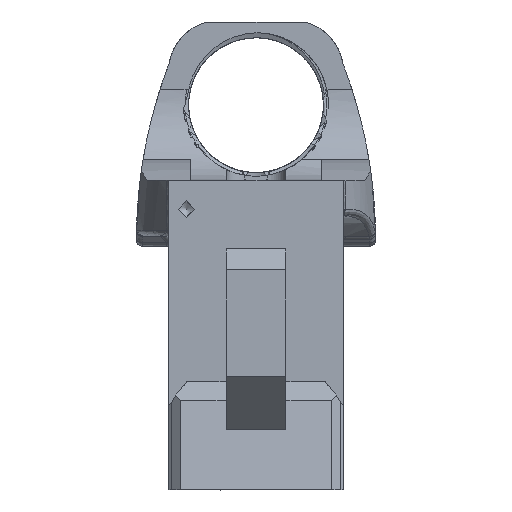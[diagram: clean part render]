
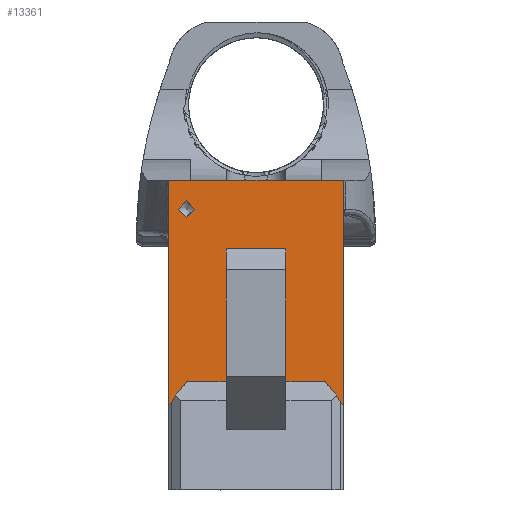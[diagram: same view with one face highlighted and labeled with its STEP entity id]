
A CAD part, left-side view. The second image highlights one B-rep face of the part: STEP entity #13361.
In plain terms, the highlighted planar face has unit normal (-1, 0, 0).
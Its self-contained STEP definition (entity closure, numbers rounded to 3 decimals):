
#116=FACE_BOUND('',#2335,.T.);
#1585=FACE_OUTER_BOUND('',#2334,.T.);
#2334=EDGE_LOOP('',(#9948,#9949,#9950,#9951,#9952,#9953,#9954,#9955,#9956,
#9957,#9958,#9959,#9960,#9961,#9962,#9963,#9964,#9965,#9966));
#2335=EDGE_LOOP('',(#9967,#9968,#9969,#9970));
#3369=LINE('',#22967,#4538);
#3379=LINE('',#23015,#4548);
#3428=LINE('',#23193,#4597);
#3489=LINE('',#23600,#4658);
#3498=LINE('',#23632,#4667);
#3499=LINE('',#23634,#4668);
#3500=LINE('',#23636,#4669);
#3501=LINE('',#23638,#4670);
#3502=LINE('',#23640,#4671);
#3503=LINE('',#23642,#4672);
#3504=LINE('',#23644,#4673);
#3505=LINE('',#23646,#4674);
#3506=LINE('',#23648,#4675);
#3507=LINE('',#23650,#4676);
#3508=LINE('',#23652,#4677);
#3509=LINE('',#23654,#4678);
#3510=LINE('',#23656,#4679);
#3511=LINE('',#23657,#4680);
#3512=LINE('',#23658,#4681);
#3513=LINE('',#23661,#4682);
#3514=LINE('',#23663,#4683);
#3515=LINE('',#23665,#4684);
#3516=LINE('',#23666,#4685);
#4538=VECTOR('',#15887,10.);
#4548=VECTOR('',#15901,10.);
#4597=VECTOR('',#15996,10.);
#4658=VECTOR('',#16211,10.);
#4667=VECTOR('',#16224,10.);
#4668=VECTOR('',#16225,10.);
#4669=VECTOR('',#16226,10.);
#4670=VECTOR('',#16227,10.);
#4671=VECTOR('',#16228,10.);
#4672=VECTOR('',#16229,10.);
#4673=VECTOR('',#16230,10.);
#4674=VECTOR('',#16231,10.);
#4675=VECTOR('',#16232,10.);
#4676=VECTOR('',#16233,10.);
#4677=VECTOR('',#16234,10.);
#4678=VECTOR('',#16235,10.);
#4679=VECTOR('',#16236,10.);
#4680=VECTOR('',#16237,10.);
#4681=VECTOR('',#16238,10.);
#4682=VECTOR('',#16239,10.);
#4683=VECTOR('',#16240,10.);
#4684=VECTOR('',#16241,10.);
#4685=VECTOR('',#16242,10.);
#5656=VERTEX_POINT('',#22964);
#5657=VERTEX_POINT('',#22966);
#5670=VERTEX_POINT('',#23012);
#5671=VERTEX_POINT('',#23014);
#5722=VERTEX_POINT('',#23191);
#5723=VERTEX_POINT('',#23192);
#5842=VERTEX_POINT('',#23631);
#5843=VERTEX_POINT('',#23633);
#5844=VERTEX_POINT('',#23635);
#5845=VERTEX_POINT('',#23637);
#5846=VERTEX_POINT('',#23639);
#5847=VERTEX_POINT('',#23641);
#5848=VERTEX_POINT('',#23643);
#5849=VERTEX_POINT('',#23645);
#5850=VERTEX_POINT('',#23647);
#5851=VERTEX_POINT('',#23649);
#5852=VERTEX_POINT('',#23651);
#5853=VERTEX_POINT('',#23653);
#5854=VERTEX_POINT('',#23655);
#5855=VERTEX_POINT('',#23659);
#5856=VERTEX_POINT('',#23660);
#5857=VERTEX_POINT('',#23662);
#5858=VERTEX_POINT('',#23664);
#7174=EDGE_CURVE('',#5656,#5657,#3369,.T.);
#7188=EDGE_CURVE('',#5671,#5670,#3379,.T.);
#7252=EDGE_CURVE('',#5722,#5723,#3428,.T.);
#7383=EDGE_CURVE('',#5657,#5722,#3489,.T.);
#7395=EDGE_CURVE('',#5842,#5656,#3498,.T.);
#7396=EDGE_CURVE('',#5843,#5842,#3499,.T.);
#7397=EDGE_CURVE('',#5844,#5843,#3500,.T.);
#7398=EDGE_CURVE('',#5845,#5844,#3501,.T.);
#7399=EDGE_CURVE('',#5846,#5845,#3502,.T.);
#7400=EDGE_CURVE('',#5847,#5846,#3503,.T.);
#7401=EDGE_CURVE('',#5848,#5847,#3504,.T.);
#7402=EDGE_CURVE('',#5849,#5848,#3505,.T.);
#7403=EDGE_CURVE('',#5850,#5849,#3506,.T.);
#7404=EDGE_CURVE('',#5851,#5850,#3507,.T.);
#7405=EDGE_CURVE('',#5851,#5852,#3508,.T.);
#7406=EDGE_CURVE('',#5853,#5852,#3509,.F.);
#7407=EDGE_CURVE('',#5853,#5854,#3510,.T.);
#7408=EDGE_CURVE('',#5854,#5671,#3511,.T.);
#7409=EDGE_CURVE('',#5723,#5670,#3512,.T.);
#7410=EDGE_CURVE('',#5855,#5856,#3513,.T.);
#7411=EDGE_CURVE('',#5857,#5855,#3514,.T.);
#7412=EDGE_CURVE('',#5858,#5857,#3515,.T.);
#7413=EDGE_CURVE('',#5856,#5858,#3516,.T.);
#9948=ORIENTED_EDGE('',*,*,#7174,.F.);
#9949=ORIENTED_EDGE('',*,*,#7395,.F.);
#9950=ORIENTED_EDGE('',*,*,#7396,.F.);
#9951=ORIENTED_EDGE('',*,*,#7397,.F.);
#9952=ORIENTED_EDGE('',*,*,#7398,.F.);
#9953=ORIENTED_EDGE('',*,*,#7399,.F.);
#9954=ORIENTED_EDGE('',*,*,#7400,.F.);
#9955=ORIENTED_EDGE('',*,*,#7401,.F.);
#9956=ORIENTED_EDGE('',*,*,#7402,.F.);
#9957=ORIENTED_EDGE('',*,*,#7403,.F.);
#9958=ORIENTED_EDGE('',*,*,#7404,.F.);
#9959=ORIENTED_EDGE('',*,*,#7405,.T.);
#9960=ORIENTED_EDGE('',*,*,#7406,.F.);
#9961=ORIENTED_EDGE('',*,*,#7407,.T.);
#9962=ORIENTED_EDGE('',*,*,#7408,.T.);
#9963=ORIENTED_EDGE('',*,*,#7188,.T.);
#9964=ORIENTED_EDGE('',*,*,#7409,.F.);
#9965=ORIENTED_EDGE('',*,*,#7252,.F.);
#9966=ORIENTED_EDGE('',*,*,#7383,.F.);
#9967=ORIENTED_EDGE('',*,*,#7410,.F.);
#9968=ORIENTED_EDGE('',*,*,#7411,.F.);
#9969=ORIENTED_EDGE('',*,*,#7412,.F.);
#9970=ORIENTED_EDGE('',*,*,#7413,.F.);
#12971=PLANE('',#14207);
#13361=ADVANCED_FACE('',(#1585,#116),#12971,.F.);
#14207=AXIS2_PLACEMENT_3D('',#23630,#16222,#16223);
#15887=DIRECTION('',(0.,1.,0.));
#15901=DIRECTION('',(0.,-1.,0.));
#15996=DIRECTION('',(0.,-1.,0.));
#16211=DIRECTION('',(0.,0.,1.));
#16222=DIRECTION('center_axis',(1.,0.,0.));
#16223=DIRECTION('ref_axis',(0.,1.,0.));
#16224=DIRECTION('',(0.,0.,-1.));
#16225=DIRECTION('',(0.,0.568,-0.823));
#16226=DIRECTION('',(0.,0.,-1.));
#16227=DIRECTION('',(0.,1.,0.001));
#16228=DIRECTION('',(0.,0.,-1.));
#16229=DIRECTION('',(0.,1.,0.));
#16230=DIRECTION('',(0.,0.,1.));
#16231=DIRECTION('',(0.,1.,0.001));
#16232=DIRECTION('',(0.,0.,1.));
#16233=DIRECTION('',(0.,0.568,0.823));
#16234=DIRECTION('',(0.,-1.,0.));
#16235=DIRECTION('',(0.,-0.702,-0.712));
#16236=DIRECTION('',(0.,-1.,0.));
#16237=DIRECTION('',(0.,0.,-1.));
#16238=DIRECTION('',(0.,0.,-1.));
#16239=DIRECTION('',(0.,0.707,0.707));
#16240=DIRECTION('',(0.,-0.707,0.707));
#16241=DIRECTION('',(0.,-0.707,-0.707));
#16242=DIRECTION('',(0.,0.707,-0.707));
#22964=CARTESIAN_POINT('',(-152.959,-38.175,0.192));
#22966=CARTESIAN_POINT('',(-152.959,-37.586,0.192));
#22967=CARTESIAN_POINT('',(-152.959,-55.374,0.192));
#23012=CARTESIAN_POINT('',(-152.959,-74.719,0.192));
#23014=CARTESIAN_POINT('',(-152.959,-74.719,0.192));
#23015=CARTESIAN_POINT('',(-152.959,-55.374,0.192));
#23191=CARTESIAN_POINT('',(-152.959,-37.586,65.982));
#23192=CARTESIAN_POINT('',(-152.959,-74.719,65.982));
#23193=CARTESIAN_POINT('',(-152.959,-64.906,65.982));
#23600=CARTESIAN_POINT('',(-152.959,-37.586,42.514));
#23630=CARTESIAN_POINT('Origin',(-152.959,-67.31,35.56));
#23631=CARTESIAN_POINT('',(-152.959,-38.175,18.498));
#23632=CARTESIAN_POINT('',(-152.959,-38.175,24.087));
#23633=CARTESIAN_POINT('',(-152.959,-41.35,23.102));
#23634=CARTESIAN_POINT('',(-152.959,-40.729,22.201));
#23635=CARTESIAN_POINT('',(-152.959,-41.35,23.176));
#23636=CARTESIAN_POINT('',(-152.959,-41.35,51.562));
#23637=CARTESIAN_POINT('',(-152.959,-49.808,23.169));
#23638=CARTESIAN_POINT('',(-152.959,-48.394,23.17));
#23639=CARTESIAN_POINT('',(-152.959,-49.808,51.428));
#23640=CARTESIAN_POINT('',(-152.959,-49.808,47.622));
#23641=CARTESIAN_POINT('',(-152.959,-62.508,51.428));
#23642=CARTESIAN_POINT('',(-152.959,-81.46,51.428));
#23643=CARTESIAN_POINT('',(-152.959,-62.508,23.159));
#23644=CARTESIAN_POINT('',(-152.959,-62.508,47.622));
#23645=CARTESIAN_POINT('',(-152.959,-70.966,23.152));
#23646=CARTESIAN_POINT('',(-152.959,-48.394,23.17));
#23647=CARTESIAN_POINT('',(-152.959,-70.966,23.107));
#23648=CARTESIAN_POINT('',(-152.959,-70.966,20.022));
#23649=CARTESIAN_POINT('',(-152.959,-74.141,18.503));
#23650=CARTESIAN_POINT('',(-152.959,-75.135,17.062));
#23651=CARTESIAN_POINT('',(-152.959,-74.144,18.503));
#23652=CARTESIAN_POINT('',(-152.959,-70.727,18.502));
#23653=CARTESIAN_POINT('',(-152.959,-74.718,17.92));
#23654=CARTESIAN_POINT('',(-152.959,-72.417,20.256));
#23655=CARTESIAN_POINT('',(-152.959,-74.719,17.92));
#23656=CARTESIAN_POINT('',(-152.959,-71.015,17.919));
#23657=CARTESIAN_POINT('',(-152.959,-74.719,10.642));
#23658=CARTESIAN_POINT('',(-152.959,-74.719,33.878));
#23659=CARTESIAN_POINT('',(-152.959,-43.087,59.882));
#23660=CARTESIAN_POINT('',(-152.959,-41.344,61.624));
#23661=CARTESIAN_POINT('',(-152.959,-54.352,48.617));
#23662=CARTESIAN_POINT('',(-152.959,-41.344,58.14));
#23663=CARTESIAN_POINT('',(-152.959,-43.062,59.857));
#23664=CARTESIAN_POINT('',(-152.959,-39.602,59.882));
#23665=CARTESIAN_POINT('',(-152.959,-53.481,46.004));
#23666=CARTESIAN_POINT('',(-152.959,-40.449,60.728));
